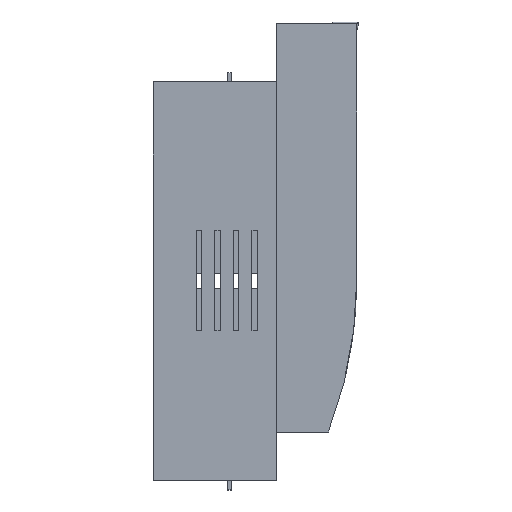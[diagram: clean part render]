
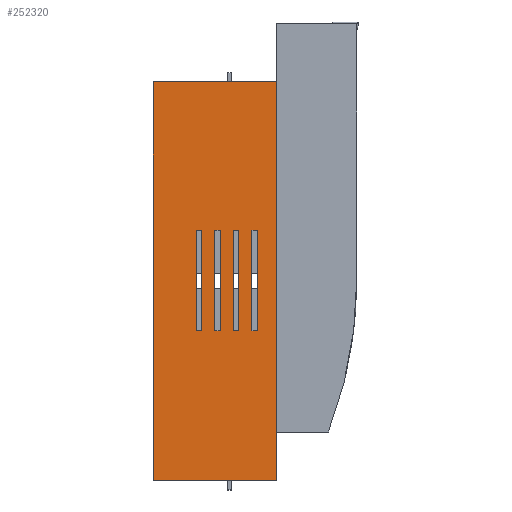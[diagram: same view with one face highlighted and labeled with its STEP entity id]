
A CAD part, left-side view. The second image highlights one B-rep face of the part: STEP entity #252320.
In plain terms, the highlighted face is planar.
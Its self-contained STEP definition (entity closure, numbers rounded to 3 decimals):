
#241420=CARTESIAN_POINT('',(0.,92.,-0.33));
#241430=VERTEX_POINT('',#241420);
#241460=CARTESIAN_POINT('',(-66.,92.,-0.33));
#241470=DIRECTION('',(1.,0.,0.));
#241480=VECTOR('',#241470,1.);
#241490=LINE('',#241460,#241480);
#241500=CARTESIAN_POINT('',(-66.,92.,-0.33));
#241510=VERTEX_POINT('',#241500);
#241520=EDGE_CURVE('',#241510,#241430,#241490,.T.);
#242020=CARTESIAN_POINT('',(-66.,92.,213.67));
#242030=DIRECTION('',(0.,0.,-1.));
#242040=VECTOR('',#242030,1.);
#242050=LINE('',#242020,#242040);
#242060=CARTESIAN_POINT('',(-66.,92.,213.67));
#242070=VERTEX_POINT('',#242060);
#242080=EDGE_CURVE('',#242070,#241510,#242050,.T.);
#243140=CARTESIAN_POINT('',(-53.,92.,80.));
#243150=VERTEX_POINT('',#243140);
#243180=CARTESIAN_POINT('',(-53.,92.,80.));
#243190=DIRECTION('',(0.,0.,1.));
#243200=VECTOR('',#243190,1.);
#243210=LINE('',#243180,#243200);
#243220=CARTESIAN_POINT('',(-53.,92.,134.));
#243230=VERTEX_POINT('',#243220);
#243240=EDGE_CURVE('',#243150,#243230,#243210,.T.);
#243660=CARTESIAN_POINT('',(-53.,92.,134.));
#243670=DIRECTION('',(-1.,0.,0.));
#243680=VECTOR('',#243670,1.);
#243690=LINE('',#243660,#243680);
#243700=CARTESIAN_POINT('',(-56.,92.,134.));
#243710=VERTEX_POINT('',#243700);
#243720=EDGE_CURVE('',#243230,#243710,#243690,.T.);
#244650=CARTESIAN_POINT('',(-43.,92.,80.));
#244660=VERTEX_POINT('',#244650);
#244690=CARTESIAN_POINT('',(-43.,92.,80.));
#244700=DIRECTION('',(0.,0.,1.));
#244710=VECTOR('',#244700,1.);
#244720=LINE('',#244690,#244710);
#244730=CARTESIAN_POINT('',(-43.,92.,134.));
#244740=VERTEX_POINT('',#244730);
#244750=EDGE_CURVE('',#244660,#244740,#244720,.T.);
#245170=CARTESIAN_POINT('',(-43.,92.,134.));
#245180=DIRECTION('',(-1.,0.,0.));
#245190=VECTOR('',#245180,1.);
#245200=LINE('',#245170,#245190);
#245210=CARTESIAN_POINT('',(-46.,92.,134.));
#245220=VERTEX_POINT('',#245210);
#245230=EDGE_CURVE('',#244740,#245220,#245200,.T.);
#246160=CARTESIAN_POINT('',(-33.,92.,80.));
#246170=VERTEX_POINT('',#246160);
#246200=CARTESIAN_POINT('',(-33.,92.,80.));
#246210=DIRECTION('',(0.,0.,1.));
#246220=VECTOR('',#246210,1.);
#246230=LINE('',#246200,#246220);
#246240=CARTESIAN_POINT('',(-33.,92.,134.));
#246250=VERTEX_POINT('',#246240);
#246260=EDGE_CURVE('',#246170,#246250,#246230,.T.);
#246680=CARTESIAN_POINT('',(-33.,92.,134.));
#246690=DIRECTION('',(-1.,0.,0.));
#246700=VECTOR('',#246690,1.);
#246710=LINE('',#246680,#246700);
#246720=CARTESIAN_POINT('',(-36.,92.,134.));
#246730=VERTEX_POINT('',#246720);
#246740=EDGE_CURVE('',#246250,#246730,#246710,.T.);
#247670=CARTESIAN_POINT('',(-23.,92.,80.));
#247680=VERTEX_POINT('',#247670);
#247710=CARTESIAN_POINT('',(-23.,92.,80.));
#247720=DIRECTION('',(0.,0.,1.));
#247730=VECTOR('',#247720,1.);
#247740=LINE('',#247710,#247730);
#247750=CARTESIAN_POINT('',(-23.,92.,134.));
#247760=VERTEX_POINT('',#247750);
#247770=EDGE_CURVE('',#247680,#247760,#247740,.T.);
#248190=CARTESIAN_POINT('',(-23.,92.,134.));
#248200=DIRECTION('',(-1.,0.,0.));
#248210=VECTOR('',#248200,1.);
#248220=LINE('',#248190,#248210);
#248230=CARTESIAN_POINT('',(-26.,92.,134.));
#248240=VERTEX_POINT('',#248230);
#248250=EDGE_CURVE('',#247760,#248240,#248220,.T.);
#248840=CARTESIAN_POINT('',(-56.,92.,134.));
#248850=DIRECTION('',(0.,0.,-1.));
#248860=VECTOR('',#248850,1.);
#248870=LINE('',#248840,#248860);
#248880=CARTESIAN_POINT('',(-56.,92.,80.));
#248890=VERTEX_POINT('',#248880);
#248900=EDGE_CURVE('',#243710,#248890,#248870,.T.);
#249080=CARTESIAN_POINT('',(-56.,92.,80.));
#249090=DIRECTION('',(1.,0.,0.));
#249100=VECTOR('',#249090,1.);
#249110=LINE('',#249080,#249100);
#249120=EDGE_CURVE('',#248890,#243150,#249110,.T.);
#249250=CARTESIAN_POINT('',(-46.,92.,134.));
#249260=DIRECTION('',(0.,0.,-1.));
#249270=VECTOR('',#249260,1.);
#249280=LINE('',#249250,#249270);
#249290=CARTESIAN_POINT('',(-46.,92.,80.));
#249300=VERTEX_POINT('',#249290);
#249310=EDGE_CURVE('',#245220,#249300,#249280,.T.);
#249490=CARTESIAN_POINT('',(-46.,92.,80.));
#249500=DIRECTION('',(1.,0.,0.));
#249510=VECTOR('',#249500,1.);
#249520=LINE('',#249490,#249510);
#249530=EDGE_CURVE('',#249300,#244660,#249520,.T.);
#249660=CARTESIAN_POINT('',(-36.,92.,134.));
#249670=DIRECTION('',(0.,0.,-1.));
#249680=VECTOR('',#249670,1.);
#249690=LINE('',#249660,#249680);
#249700=CARTESIAN_POINT('',(-36.,92.,80.));
#249710=VERTEX_POINT('',#249700);
#249720=EDGE_CURVE('',#246730,#249710,#249690,.T.);
#249900=CARTESIAN_POINT('',(-36.,92.,80.));
#249910=DIRECTION('',(1.,0.,0.));
#249920=VECTOR('',#249910,1.);
#249930=LINE('',#249900,#249920);
#249940=EDGE_CURVE('',#249710,#246170,#249930,.T.);
#250070=CARTESIAN_POINT('',(-26.,92.,134.));
#250080=DIRECTION('',(0.,0.,-1.));
#250090=VECTOR('',#250080,1.);
#250100=LINE('',#250070,#250090);
#250110=CARTESIAN_POINT('',(-26.,92.,80.));
#250120=VERTEX_POINT('',#250110);
#250130=EDGE_CURVE('',#248240,#250120,#250100,.T.);
#250310=CARTESIAN_POINT('',(-26.,92.,80.));
#250320=DIRECTION('',(1.,0.,0.));
#250330=VECTOR('',#250320,1.);
#250340=LINE('',#250310,#250330);
#250350=EDGE_CURVE('',#250120,#247680,#250340,.T.);
#251010=CARTESIAN_POINT('',(0.,92.,213.67));
#251020=VERTEX_POINT('',#251010);
#251050=CARTESIAN_POINT('',(0.,92.,-0.33));
#251060=DIRECTION('',(0.,0.,1.));
#251070=VECTOR('',#251060,1.);
#251080=LINE('',#251050,#251070);
#251090=EDGE_CURVE('',#241430,#251020,#251080,.T.);
#251800=CARTESIAN_POINT('',(0.,92.,213.67));
#251810=DIRECTION('',(-1.,0.,0.));
#251820=VECTOR('',#251810,1.);
#251830=LINE('',#251800,#251820);
#251840=EDGE_CURVE('',#251020,#242070,#251830,.T.);
#251970=CARTESIAN_POINT('',(-33.,92.,106.67));
#251980=DIRECTION('',(0.,1.,0.));
#251990=DIRECTION('',(0.,0.,1.));
#252000=AXIS2_PLACEMENT_3D('',#251970,#251980,#251990);
#252010=PLANE('',#252000);
#252020=ORIENTED_EDGE('',*,*,#251840,.F.);
#252030=ORIENTED_EDGE('',*,*,#242080,.F.);
#252040=ORIENTED_EDGE('',*,*,#241520,.F.);
#252050=ORIENTED_EDGE('',*,*,#251090,.F.);
#252060=EDGE_LOOP('',(#252050,#252040,#252030,#252020));
#252070=FACE_OUTER_BOUND('',#252060,.T.);
#252080=ORIENTED_EDGE('',*,*,#243720,.T.);
#252090=ORIENTED_EDGE('',*,*,#243240,.T.);
#252100=ORIENTED_EDGE('',*,*,#249120,.T.);
#252110=ORIENTED_EDGE('',*,*,#248900,.T.);
#252120=EDGE_LOOP('',(#252110,#252100,#252090,#252080));
#252130=FACE_BOUND('',#252120,.T.);
#252140=ORIENTED_EDGE('',*,*,#245230,.T.);
#252150=ORIENTED_EDGE('',*,*,#244750,.T.);
#252160=ORIENTED_EDGE('',*,*,#249530,.T.);
#252170=ORIENTED_EDGE('',*,*,#249310,.T.);
#252180=EDGE_LOOP('',(#252170,#252160,#252150,#252140));
#252190=FACE_BOUND('',#252180,.T.);
#252200=ORIENTED_EDGE('',*,*,#246740,.T.);
#252210=ORIENTED_EDGE('',*,*,#246260,.T.);
#252220=ORIENTED_EDGE('',*,*,#249940,.T.);
#252230=ORIENTED_EDGE('',*,*,#249720,.T.);
#252240=EDGE_LOOP('',(#252230,#252220,#252210,#252200));
#252250=FACE_BOUND('',#252240,.T.);
#252260=ORIENTED_EDGE('',*,*,#248250,.T.);
#252270=ORIENTED_EDGE('',*,*,#247770,.T.);
#252280=ORIENTED_EDGE('',*,*,#250350,.T.);
#252290=ORIENTED_EDGE('',*,*,#250130,.T.);
#252300=EDGE_LOOP('',(#252290,#252280,#252270,#252260));
#252310=FACE_BOUND('',#252300,.T.);
#252320=ADVANCED_FACE('',(#252070,#252130,#252190,#252250,#252310),
#252010,.T.);
